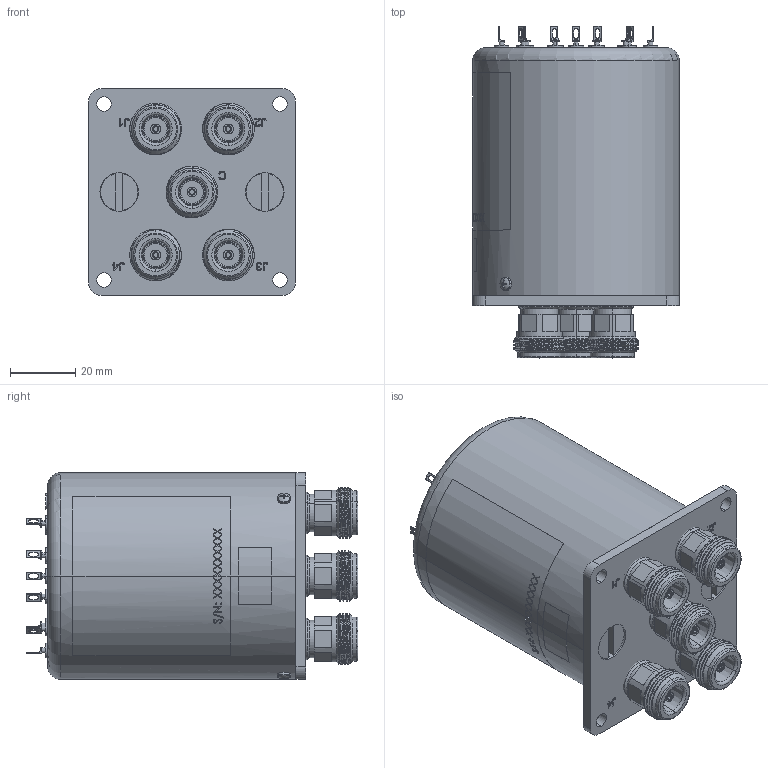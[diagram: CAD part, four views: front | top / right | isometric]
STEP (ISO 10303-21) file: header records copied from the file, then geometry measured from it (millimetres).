
FILE_DESCRIPTION (( 'STEP AP203' ), '1' );
FILE_NAME ('FMSW6499_3D.STEP', '2022-05-17T17:21:28', ( '' ), ( '' ), 'SwSTEP 2.0', 'SolidWorks 2021', '' );
FILE_SCHEMA (( 'CONFIG_CONTROL_DESIGN' ));
Length unit declared in the file: inch
Products named in the file (9): R040691-e360_-03^B14-0AJT00-T_14S-N2N3-1212-TP(2)_FMSW6499; B16061005-e360_-3H^B14-0AJT00-T_14S-N2N3-1212-TP(2)_FMSW6499; NEW N connector^B14-0AJT00-T_14S-N2N3-1212-TP(2)_FMSW6499; A12075Y04_-201^B14-0AJT00-T_14S-N2N3-1212-TP(2)_FMSW6499; B16021003_defeature^B14-0AJT00-T_14S-N2N3-1212-TP(2)_FMSW6499; R10432-e360^B14-0AJT00-T_14S-N2N3-1212-TP(2)_FMSW6499; FMSW6499_3D; R040055-E360^B14-0AJT00-T_14S-N2N3-1212-TP(2)_FMSW6499; B14-0AJT00-T_14S-N2N3-1212-TP(2)^FMSW6499
Assembly tree (28 placements, depth 3):
  FMSW6499_3D
    B14-0AJT00-T_14S-N2N3-1212-TP(2)^FMSW6499
      B16021003_defeature^B14-0AJT00-T_14S-N2N3-1212-TP(2)_FMSW6499
      NEW N connector^B14-0AJT00-T_14S-N2N3-1212-TP(2)_FMSW6499  x5
      B16061005-e360_-3H^B14-0AJT00-T_14S-N2N3-1212-TP(2)_FMSW6499
      A12075Y04_-201^B14-0AJT00-T_14S-N2N3-1212-TP(2)_FMSW6499  x2
      R040691-e360_-03^B14-0AJT00-T_14S-N2N3-1212-TP(2)_FMSW6499  x11
      R10432-e360^B14-0AJT00-T_14S-N2N3-1212-TP(2)_FMSW6499  x5
      R040055-E360^B14-0AJT00-T_14S-N2N3-1212-TP(2)_FMSW6499  x2
Bounding box: 63.5 x 101.86 x 63.5 mm (x, y, z)
Volume: 63587.9 mm3; surface area: 62003.8 mm2
Topology: 27 solids, 27 shells, 1488 faces, 3784 edges, 2455 vertices
Faces by surface type: plane 621, cylinder 425, bspline 273, cone 117, torus 48, sphere 4
Entity records: 36216 total; most frequent: CARTESIAN_POINT 18632, ORIENTED_EDGE 3774, DIRECTION 2575, EDGE_CURVE 1887, VERTEX_POINT 1243, AXIS2_PLACEMENT_3D 928, EDGE_LOOP 818, B_SPLINE_CURVE_WITH_KNOTS 719
